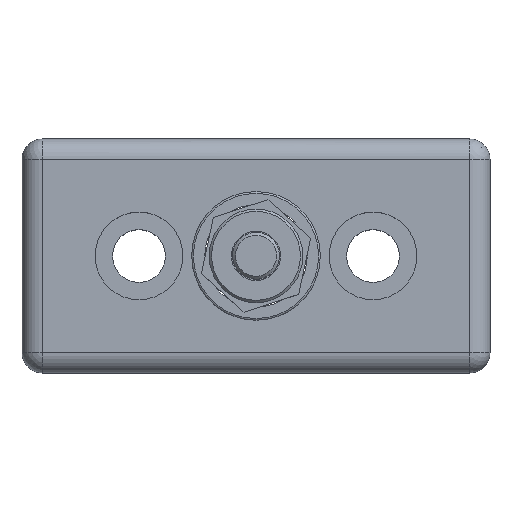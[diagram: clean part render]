
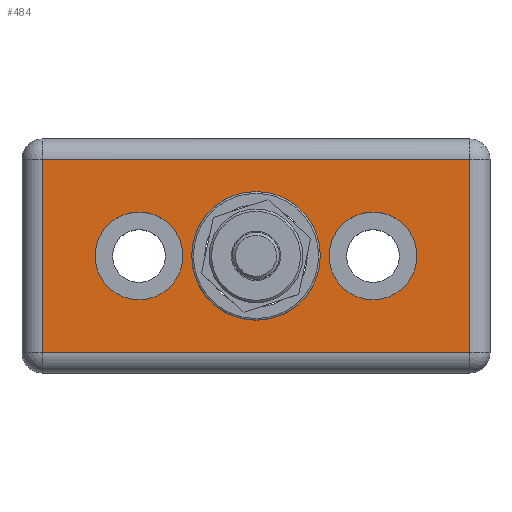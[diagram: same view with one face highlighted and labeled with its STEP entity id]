
A CAD part, top view. The second image highlights one B-rep face of the part: STEP entity #484.
In plain terms, the highlighted planar face has unit normal (0, 0, 1).
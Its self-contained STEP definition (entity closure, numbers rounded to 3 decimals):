
#114=CARTESIAN_POINT('',(36.5,16.5,7.5));
#115=VERTEX_POINT('',#114);
#123=CARTESIAN_POINT('',(36.5,-16.5,7.5));
#124=VERTEX_POINT('',#123);
#125=CARTESIAN_POINT('',(36.5,16.5,7.5));
#126=DIRECTION('',(0.0,-1.0,0.0));
#127=VECTOR('',#126,33.);
#128=LINE('',#125,#127);
#129=EDGE_CURVE('',#115,#124,#128,.T.);
#163=CARTESIAN_POINT('',(-36.5,-16.5,7.5));
#164=VERTEX_POINT('',#163);
#165=CARTESIAN_POINT('',(36.5,-16.5,7.5));
#166=DIRECTION('',(-1.0,0.0,0.0));
#167=VECTOR('',#166,73.0);
#168=LINE('',#165,#167);
#169=EDGE_CURVE('',#124,#164,#168,.T.);
#203=CARTESIAN_POINT('',(-36.5,16.5,7.5));
#204=VERTEX_POINT('',#203);
#205=CARTESIAN_POINT('',(-36.5,-16.5,7.5));
#206=DIRECTION('',(0.0,1.0,0.0));
#207=VECTOR('',#206,33.0);
#208=LINE('',#205,#207);
#209=EDGE_CURVE('',#164,#204,#208,.T.);
#260=CARTESIAN_POINT('',(-36.5,16.5,7.5));
#261=DIRECTION('',(1.0,0.0,0.0));
#262=VECTOR('',#261,73.0);
#263=LINE('',#260,#262);
#264=EDGE_CURVE('',#204,#115,#263,.T.);
#440=CARTESIAN_POINT('',(0.,0.,7.5));
#441=DIRECTION('',(0.0,0.0,1.0));
#442=DIRECTION('',(1.0,0.0,0.0));
#443=AXIS2_PLACEMENT_3D('',#440,#441,#442);
#444=PLANE('',#443);
#445=ORIENTED_EDGE('',*,*,#129,.F.);
#446=ORIENTED_EDGE('',*,*,#264,.F.);
#447=ORIENTED_EDGE('',*,*,#209,.F.);
#448=ORIENTED_EDGE('',*,*,#169,.F.);
#449=EDGE_LOOP('',(#445,#446,#447,#448));
#450=FACE_OUTER_BOUND('',#449,.T.);
#451=CARTESIAN_POINT('',(27.5,0.0,7.5));
#452=VERTEX_POINT('',#451);
#453=CARTESIAN_POINT('',(20.0,0.0,7.5));
#454=DIRECTION('',(0.0,0.0,-1.0));
#455=DIRECTION('',(1.0,0.0,0.0));
#456=AXIS2_PLACEMENT_3D('',#453,#454,#455);
#457=CIRCLE('',#456,7.5);
#458=EDGE_CURVE('',#452,#452,#457,.T.);
#459=ORIENTED_EDGE('',*,*,#458,.T.);
#460=EDGE_LOOP('',(#459));
#461=FACE_BOUND('',#460,.T.);
#462=CARTESIAN_POINT('',(-12.5,0.0,7.5));
#463=VERTEX_POINT('',#462);
#464=CARTESIAN_POINT('',(-20.0,0.0,7.5));
#465=DIRECTION('',(0.0,0.0,-1.0));
#466=DIRECTION('',(1.0,0.0,0.0));
#467=AXIS2_PLACEMENT_3D('',#464,#465,#466);
#468=CIRCLE('',#467,7.5);
#469=EDGE_CURVE('',#463,#463,#468,.T.);
#470=ORIENTED_EDGE('',*,*,#469,.T.);
#471=EDGE_LOOP('',(#470));
#472=FACE_BOUND('',#471,.T.);
#473=CARTESIAN_POINT('',(11.0,0.0,7.5));
#474=VERTEX_POINT('',#473);
#475=CARTESIAN_POINT('',(0.0,0.0,7.5));
#476=DIRECTION('',(0.0,0.0,-1.0));
#477=DIRECTION('',(1.0,0.0,0.0));
#478=AXIS2_PLACEMENT_3D('',#475,#476,#477);
#479=CIRCLE('',#478,11.0);
#480=EDGE_CURVE('',#474,#474,#479,.T.);
#481=ORIENTED_EDGE('',*,*,#480,.T.);
#482=EDGE_LOOP('',(#481));
#483=FACE_BOUND('',#482,.T.);
#484=ADVANCED_FACE('',(#450,#461,#472,#483),#444,.T.);
